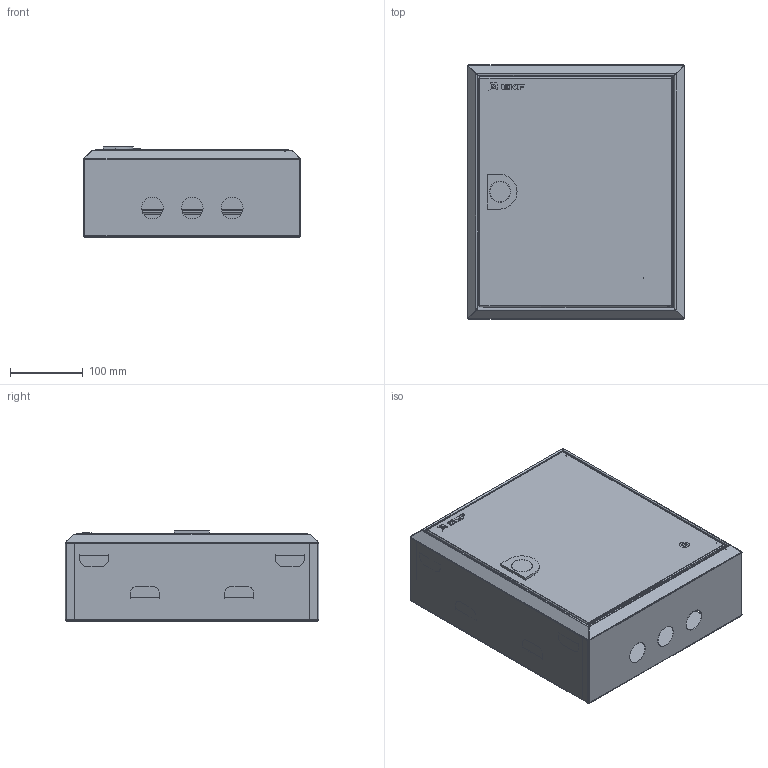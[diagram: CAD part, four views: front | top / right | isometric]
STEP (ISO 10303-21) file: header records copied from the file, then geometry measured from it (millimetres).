
FILE_DESCRIPTION (( 'STEP AP214' ), '1' );
FILE_NAME ('ÙÐÍ-18-24 ïëàñò.çàìîê (350õ300õ120) IP31 EKF ÌÈ-483.STEP', '2017-08-30T13:21:14', ( 'Admin' ), ( '' ), 'SwSTEP 2.0', 'SolidWorks 2017', '' );
FILE_SCHEMA (( 'AUTOMOTIVE_DESIGN' ));
Length unit declared in the file: millimetre
Products named in the file (22): ÌÈ-483.03.00.000 Ôàëüøïàíåëü â ñáîðå; ÙÐÍ-18-24 ïëàñò.çàìîê (350õ300õ120) IP31 EKF ÌÈ-483; ÌÈ-483.03.00.001 Ôàëüøïàíåëü; DIN-ðåéêà; hex flange nut_din_Hexagon Flange Nut DIN 6923 - M6 - N; ÌÈ-483.02.00.000 Äâåðü â ñáîðå; 呧蜦 3D; Çàìîê ïëàñòèêîâûé; 櫻蠉錪_2; 櫻蠉錪_1; 櫻蠉錪; Çàêëåïêà öèëèíäðè÷åñêàÿ Ì4 ÑÒ-Á ñ âíóòðåííåé ðåçüáîé_Œ8; ﾌﾈ-483.02.00.001 ﾄ粢; ÌÈ-483.01.00.000 Êîðïóñ â ñáîðå; ÌÈ-483.01.02.000 Ñòåíêà çàäíÿÿ â ñáîðå; ÌÈ-483.01.02.001 Ñòåíêà çàäíÿÿ; ÌÈ-483.01.01.000 Ñòåíêà ïðàâàÿ â ñáîðå; Øïèëüêà Ì6õ12; Êðîíøòåéí 40õ40; pan head cross recess screw_din_ISO 7045 - M4 x 16 - Z --- 16N; ÌÈ-483.01.01.001 Ñòåíêà ïðàâàÿ; cross ph tapping 968_din_Screw DIN 968-ST4.2x13-C-H-N
Assembly tree (41 placements, depth 4):
  ÙÐÍ-18-24 ïëàñò.çàìîê (350õ300õ120) IP31 EKF ÌÈ-483
    ÌÈ-483.01.00.000 Êîðïóñ â ñáîðå
      ÌÈ-483.01.01.000 Ñòåíêà ïðàâàÿ â ñáîðå
        ÌÈ-483.01.01.001 Ñòåíêà ïðàâàÿ
        Êðîíøòåéí 40õ40  x4
        Øïèëüêà Ì6õ12
      ÌÈ-483.01.02.000 Ñòåíêà çàäíÿÿ â ñáîðå
        ÌÈ-483.01.02.001 Ñòåíêà çàäíÿÿ
        Êðîíøòåéí 40õ40  x4
    ÌÈ-483.02.00.000 Äâåðü â ñáîðå
      ﾌﾈ-483.02.00.001 ﾄ粢
      Øïèëüêà Ì6õ12
      Çàêëåïêà öèëèíäðè÷åñêàÿ Ì4 ÑÒ-Á ñ âíóòðåííåé ðåçüáîé_Œ8  x2
      Çàìîê ïëàñòèêîâûé
        櫻蠉錪
        櫻蠉錪_1
        櫻蠉錪_2
      呧蜦 3D
    hex flange nut_din_Hexagon Flange Nut DIN 6923 - M6 - N  x2
    DIN-ðåéêà  x2
    ÌÈ-483.03.00.000 Ôàëüøïàíåëü â ñáîðå
      ÌÈ-483.03.00.001 Ôàëüøïàíåëü
      Øïèëüêà Ì6õ12
    cross ph tapping 968_din_Screw DIN 968-ST4.2x13-C-H-N  x8
    pan head cross recess screw_din_ISO 7045 - M4 x 16 - Z --- 16N  x2
Bounding box: 300 x 350 x 124.18 mm (x, y, z)
Volume: 372134 mm3; surface area: 998726.5 mm2
Topology: 42 solids, 42 shells, 1418 faces, 3573 edges, 2266 vertices
Faces by surface type: plane 795, cylinder 365, bspline 148, cone 70, torus 20, sphere 20
Entity records: 28726 total; most frequent: CARTESIAN_POINT 8458, ORIENTED_EDGE 3918, DIRECTION 3699, EDGE_CURVE 1959, VECTOR 1317, LINE 1317, VERTEX_POINT 1222, AXIS2_PLACEMENT_3D 1191
